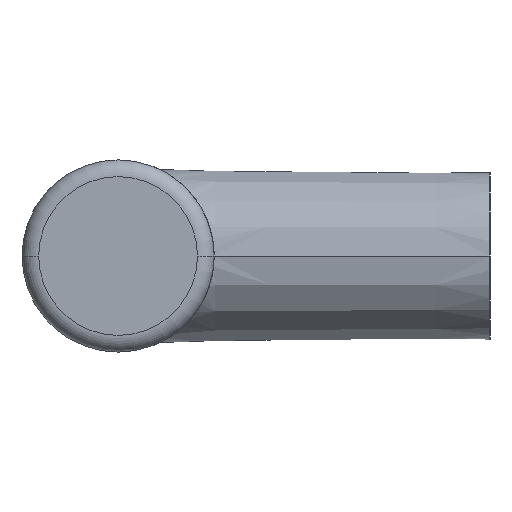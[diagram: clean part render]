
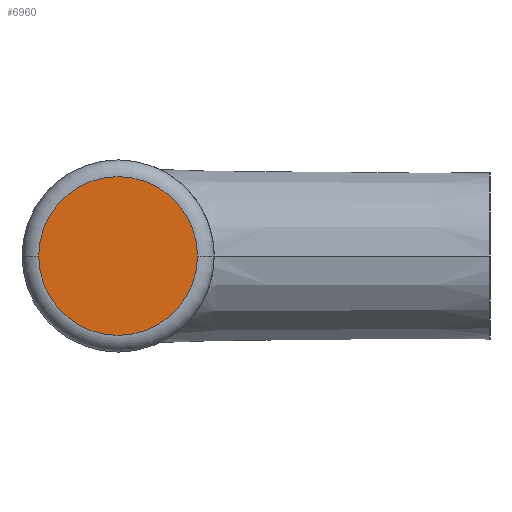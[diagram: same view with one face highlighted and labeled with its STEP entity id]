
A CAD part, left-side view. The second image highlights one B-rep face of the part: STEP entity #6960.
In plain terms, the highlighted planar face has unit normal (-1, 0, 0).
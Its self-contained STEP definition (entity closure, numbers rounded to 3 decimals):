
#6760=CARTESIAN_POINT('',(-65.,2.875,0.));
#6770=DIRECTION('',(-1.,0.,0.));
#6780=DIRECTION('',(0.,1.,0.));
#6790=AXIS2_PLACEMENT_3D('',#6760,#6770,#6780);
#6800=PLANE('',#6790);
#6810=CARTESIAN_POINT('',(-65.,0.,0.));
#6820=DIRECTION('',(-1.,0.,0.));
#6830=DIRECTION('',(0.,1.,0.));
#6840=AXIS2_PLACEMENT_3D('',#6810,#6820,#6830);
#6850=CIRCLE('',#6840,4.75);
#6860=CARTESIAN_POINT('',(-65.,4.75,0.));
#6870=VERTEX_POINT('',#6860);
#6880=CARTESIAN_POINT('',(-65.,-4.75,0.));
#6890=VERTEX_POINT('',#6880);
#6900=EDGE_CURVE('',#6870,#6890,#6850,.T.);
#6910=ORIENTED_EDGE('',*,*,#6900,.T.);
#6920=EDGE_CURVE('',#6890,#6870,#6850,.T.);
#6930=ORIENTED_EDGE('',*,*,#6920,.T.);
#6940=EDGE_LOOP('',(#6930,#6910));
#6950=FACE_OUTER_BOUND('',#6940,.T.);
#6960=ADVANCED_FACE('',(#6950),#6800,.T.);
